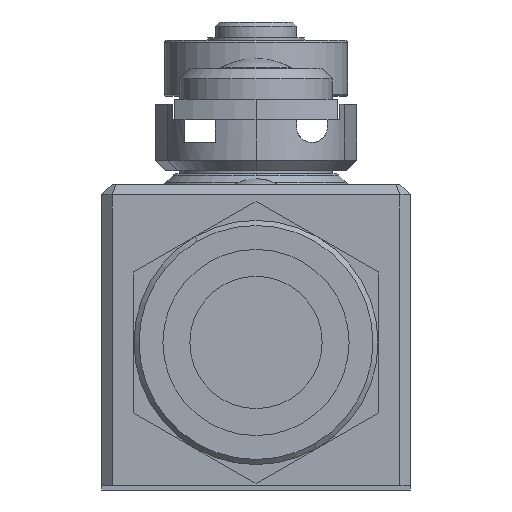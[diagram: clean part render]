
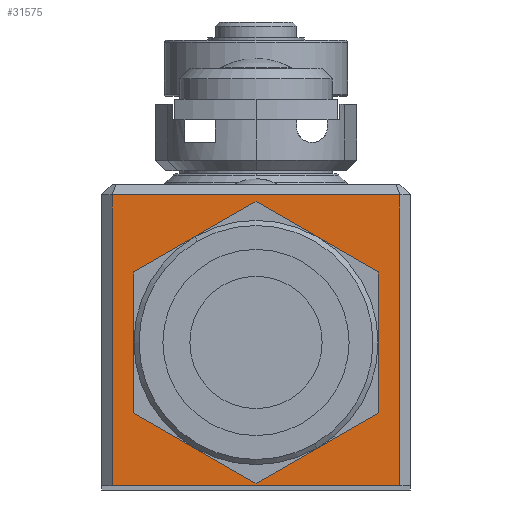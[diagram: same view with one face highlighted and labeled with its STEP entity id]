
A CAD part, front view. The second image highlights one B-rep face of the part: STEP entity #31575.
In plain terms, the highlighted planar face has unit normal (0, -1, 0).
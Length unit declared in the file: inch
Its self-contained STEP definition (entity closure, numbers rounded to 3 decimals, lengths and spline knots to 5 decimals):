
#186 = VERTEX_POINT ( 'NONE', #34365 ) ;
#1137 = VERTEX_POINT ( 'NONE', #3821 ) ;
#1424 = DIRECTION ( 'NONE',  ( 0., 0., 1. ) ) ;
#1765 = CARTESIAN_POINT ( 'NONE',  ( -0.37402, -2.1063, 0.57087 ) ) ;
#1807 = ORIENTED_EDGE ( 'NONE', *, *, #31877, .T. ) ;
#1894 = EDGE_CURVE ( 'NONE', #20198, #13161, #22246, .T. ) ;
#2437 = DIRECTION ( 'NONE',  ( 0., 0., 1. ) ) ;
#3363 = CARTESIAN_POINT ( 'NONE',  ( -0.55709, -2.1063, 0.01575 ) ) ;
#3639 = CARTESIAN_POINT ( 'NONE',  ( 0., -2.1063, 0.57087 ) ) ;
#3821 = CARTESIAN_POINT ( 'NONE',  ( 0.37402, -2.1063, 0.57087 ) ) ;
#4424 = EDGE_CURVE ( 'NONE', #1137, #33540, #30858, .T. ) ;
#5015 = PLANE ( 'NONE',  #27882 ) ;
#5402 = DIRECTION ( 'NONE',  ( 0., -1., 0. ) ) ;
#5557 = CARTESIAN_POINT ( 'NONE',  ( -0.55709, -2.1063, 1.14173 ) ) ;
#6530 = VECTOR ( 'NONE', #26629, 39.37008 ) ;
#7451 = AXIS2_PLACEMENT_3D ( 'NONE', #3639, #32544, #23669 ) ;
#7531 = DIRECTION ( 'NONE',  ( 0., 1., 0. ) ) ;
#8906 = EDGE_CURVE ( 'NONE', #186, #13161, #17676, .T. ) ;
#9736 = FACE_BOUND ( 'NONE', #12727, .T. ) ;
#10977 = VECTOR ( 'NONE', #2437, 39.37008 ) ;
#11954 = LINE ( 'NONE', #3363, #6530 ) ;
#12727 = EDGE_LOOP ( 'NONE', ( #28990, #17992 ) ) ;
#12863 = FACE_OUTER_BOUND ( 'NONE', #21912, .T. ) ;
#12880 = ORIENTED_EDGE ( 'NONE', *, *, #8906, .T. ) ;
#13161 = VERTEX_POINT ( 'NONE', #34919 ) ;
#17676 = LINE ( 'NONE', #22206, #10977 ) ;
#17717 = CARTESIAN_POINT ( 'NONE',  ( -0.55709, -2.1063, 0.01575 ) ) ;
#17847 = ORIENTED_EDGE ( 'NONE', *, *, #1894, .F. ) ;
#17992 = ORIENTED_EDGE ( 'NONE', *, *, #35256, .T. ) ;
#20198 = VERTEX_POINT ( 'NONE', #5557 ) ;
#21025 = VERTEX_POINT ( 'NONE', #34986 ) ;
#21034 = VECTOR ( 'NONE', #1424, 39.37008 ) ;
#21912 = EDGE_LOOP ( 'NONE', ( #1807, #12880, #17847, #35149 ) ) ;
#22206 = CARTESIAN_POINT ( 'NONE',  ( 0.55709, -2.1063, 0.01575 ) ) ;
#22246 = LINE ( 'NONE', #30797, #26286 ) ;
#22391 = DIRECTION ( 'NONE',  ( 0., 0., -1. ) ) ;
#23213 = AXIS2_PLACEMENT_3D ( 'NONE', #30500, #7531, #27386 ) ;
#23669 = DIRECTION ( 'NONE',  ( 1., 0., 0. ) ) ;
#25251 = EDGE_CURVE ( 'NONE', #21025, #20198, #27707, .T. ) ;
#26286 = VECTOR ( 'NONE', #36837, 39.37008 ) ;
#26629 = DIRECTION ( 'NONE',  ( 1., 0., 0. ) ) ;
#27386 = DIRECTION ( 'NONE',  ( 1., 0., 0. ) ) ;
#27707 = LINE ( 'NONE', #17717, #21034 ) ;
#27882 = AXIS2_PLACEMENT_3D ( 'NONE', #27903, #5402, #22391 ) ;
#27903 = CARTESIAN_POINT ( 'NONE',  ( 0.55709, -2.1063, 0. ) ) ;
#28990 = ORIENTED_EDGE ( 'NONE', *, *, #4424, .T. ) ;
#30500 = CARTESIAN_POINT ( 'NONE',  ( 0., -2.1063, 0.57087 ) ) ;
#30797 = CARTESIAN_POINT ( 'NONE',  ( -0.55709, -2.1063, 1.14173 ) ) ;
#30858 = CIRCLE ( 'NONE', #7451, 0.37402 ) ;
#31575 = ADVANCED_FACE ( 'NONE', ( #9736, #12863 ), #5015, .T. ) ;
#31877 = EDGE_CURVE ( 'NONE', #21025, #186, #11954, .T. ) ;
#32544 = DIRECTION ( 'NONE',  ( 0., 1., 0. ) ) ;
#33540 = VERTEX_POINT ( 'NONE', #1765 ) ;
#34365 = CARTESIAN_POINT ( 'NONE',  ( 0.55709, -2.1063, 0.01575 ) ) ;
#34919 = CARTESIAN_POINT ( 'NONE',  ( 0.55709, -2.1063, 1.14173 ) ) ;
#34986 = CARTESIAN_POINT ( 'NONE',  ( -0.55709, -2.1063, 0.01575 ) ) ;
#35149 = ORIENTED_EDGE ( 'NONE', *, *, #25251, .F. ) ;
#35256 = EDGE_CURVE ( 'NONE', #33540, #1137, #35517, .T. ) ;
#35517 = CIRCLE ( 'NONE', #23213, 0.37402 ) ;
#36837 = DIRECTION ( 'NONE',  ( 1., 0., 0. ) ) ;
